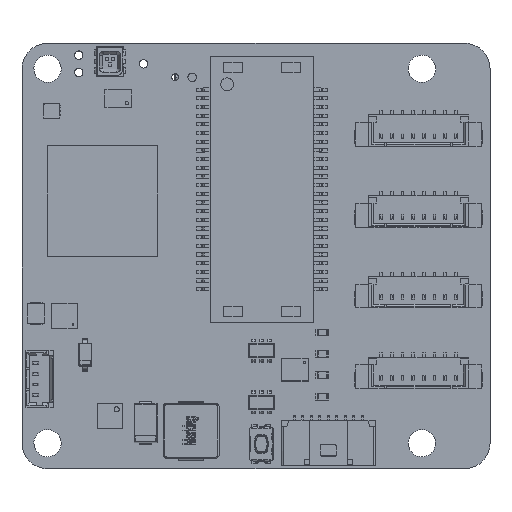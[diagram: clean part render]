
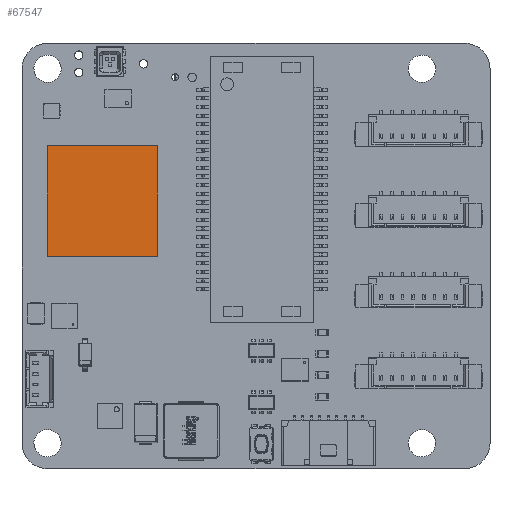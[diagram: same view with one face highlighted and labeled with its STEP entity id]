
A CAD part, top view. The second image highlights one B-rep face of the part: STEP entity #67547.
In plain terms, the highlighted free-form (B-spline) face has degree [1, 1] with [2, 2] control points.
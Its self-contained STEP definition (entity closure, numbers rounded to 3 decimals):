
#67462 = VERTEX_POINT('',#67463);
#67463 = CARTESIAN_POINT('',(4.135,53.317,
    3.582));
#67476 = VERTEX_POINT('',#67477);
#67477 = CARTESIAN_POINT('',(4.135,35.056,
    3.582));
#67482 = EDGE_CURVE('',#67462,#67476,#67483,.T.);
#67483 = B_SPLINE_CURVE_WITH_KNOTS('',1,(#67484,#67485),.UNSPECIFIED.,
  .F.,.F.,(2,2),(0.,13.),.PIECEWISE_BEZIER_KNOTS.);
#67484 = CARTESIAN_POINT('',(4.135,53.317,
    3.582));
#67485 = CARTESIAN_POINT('',(4.135,35.056,
    3.582));
#67531 = VERTEX_POINT('',#67532);
#67532 = CARTESIAN_POINT('',(22.396,35.056,
    3.582));
#67537 = EDGE_CURVE('',#67531,#67476,#67538,.T.);
#67538 = B_SPLINE_CURVE_WITH_KNOTS('',1,(#67539,#67540),.UNSPECIFIED.,
  .F.,.F.,(2,2),(0.,13.),.PIECEWISE_BEZIER_KNOTS.);
#67539 = CARTESIAN_POINT('',(22.396,35.056,
    3.582));
#67540 = CARTESIAN_POINT('',(4.135,35.056,
    3.582));
#67547 = ADVANCED_FACE('',(#67548),#67564,.T.);
#67548 = FACE_BOUND('',#67549,.T.);
#67549 = EDGE_LOOP('',(#67550,#67557,#67562,#67563));
#67550 = ORIENTED_EDGE('',*,*,#67551,.F.);
#67551 = EDGE_CURVE('',#67552,#67531,#67554,.T.);
#67552 = VERTEX_POINT('',#67553);
#67553 = CARTESIAN_POINT('',(22.396,53.317,
    3.582));
#67554 = B_SPLINE_CURVE_WITH_KNOTS('',1,(#67555,#67556),.UNSPECIFIED.,
  .F.,.F.,(2,2),(0.,13.),.PIECEWISE_BEZIER_KNOTS.);
#67555 = CARTESIAN_POINT('',(22.396,53.317,
    3.582));
#67556 = CARTESIAN_POINT('',(22.396,35.056,
    3.582));
#67557 = ORIENTED_EDGE('',*,*,#67558,.T.);
#67558 = EDGE_CURVE('',#67552,#67462,#67559,.T.);
#67559 = B_SPLINE_CURVE_WITH_KNOTS('',1,(#67560,#67561),.UNSPECIFIED.,
  .F.,.F.,(2,2),(0.,13.),.PIECEWISE_BEZIER_KNOTS.);
#67560 = CARTESIAN_POINT('',(22.396,53.317,
    3.582));
#67561 = CARTESIAN_POINT('',(4.135,53.317,
    3.582));
#67562 = ORIENTED_EDGE('',*,*,#67482,.T.);
#67563 = ORIENTED_EDGE('',*,*,#67537,.F.);
#67564 = B_SPLINE_SURFACE_WITH_KNOTS('',1,1,(
    (#67565,#67566)
    ,(#67567,#67568
    )),.UNSPECIFIED.,.F.,.F.,.F.,(2,2),(2,2),(0.,13.),(0.,13.),
  .PIECEWISE_BEZIER_KNOTS.);
#67565 = CARTESIAN_POINT('',(22.396,53.317,
    3.582));
#67566 = CARTESIAN_POINT('',(22.396,35.056,
    3.582));
#67567 = CARTESIAN_POINT('',(4.135,53.317,
    3.582));
#67568 = CARTESIAN_POINT('',(4.135,35.056,
    3.582));
